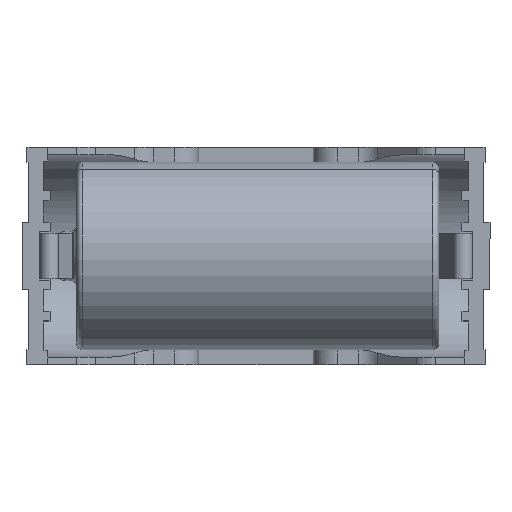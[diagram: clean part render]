
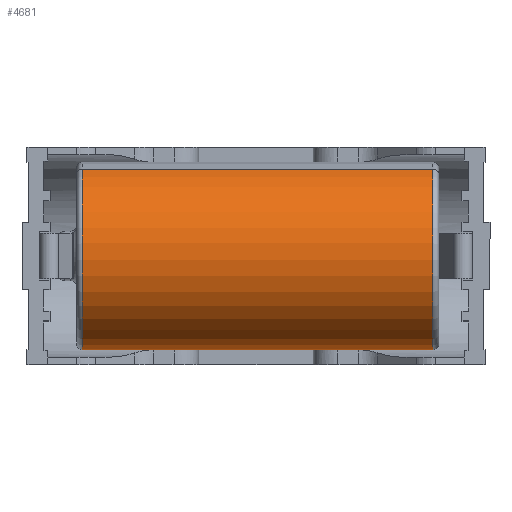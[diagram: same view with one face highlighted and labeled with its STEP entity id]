
A CAD part, top view. The second image highlights one B-rep face of the part: STEP entity #4681.
In plain terms, the highlighted cylindrical face has radius 12.065 mm (diameter 24.13 mm), a partial arc.
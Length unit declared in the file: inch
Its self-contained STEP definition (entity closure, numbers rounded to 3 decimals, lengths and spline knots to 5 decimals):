
#13 = CARTESIAN_POINT ( 'NONE',  ( 0.9175, 0., -0.475 ) ) ;
#222 = CARTESIAN_POINT ( 'NONE',  ( 0.8875, 0., -0.475 ) ) ;
#297 = DIRECTION ( 'NONE',  ( -1., 0., 0. ) ) ;
#307 = VECTOR ( 'NONE', #5978, 39.37008 ) ;
#501 = ORIENTED_EDGE ( 'NONE', *, *, #3797, .T. ) ;
#763 = CIRCLE ( 'NONE', #5534, 0.475 ) ;
#820 = CIRCLE ( 'NONE', #3707, 0.475 ) ;
#957 = EDGE_CURVE ( 'NONE', #1223, #4004, #763, .T. ) ;
#1022 = CARTESIAN_POINT ( 'NONE',  ( -0.8875, 0., -0.475 ) ) ;
#1149 = DIRECTION ( 'NONE',  ( 1., 0., 0. ) ) ;
#1223 = VERTEX_POINT ( 'NONE', #222 ) ;
#1230 = EDGE_LOOP ( 'NONE', ( #2962, #4695, #501, #3770 ) ) ;
#1705 = VECTOR ( 'NONE', #4608, 39.37008 ) ;
#1835 = VERTEX_POINT ( 'NONE', #5784 ) ;
#1864 = CARTESIAN_POINT ( 'NONE',  ( -0.8875, 0., 0. ) ) ;
#1877 = DIRECTION ( 'NONE',  ( 0., 0., 1. ) ) ;
#2007 = CARTESIAN_POINT ( 'NONE',  ( 0.8875, 0., 0.475 ) ) ;
#2277 = CARTESIAN_POINT ( 'NONE',  ( 0.9175, 0., 0. ) ) ;
#2914 = DIRECTION ( 'NONE',  ( 0., 0., -1. ) ) ;
#2962 = ORIENTED_EDGE ( 'NONE', *, *, #4230, .F. ) ;
#2978 = DIRECTION ( 'NONE',  ( -1., 0., 0. ) ) ;
#3101 = EDGE_CURVE ( 'NONE', #1835, #4316, #820, .T. ) ;
#3487 = AXIS2_PLACEMENT_3D ( 'NONE', #2277, #2978, #1877 ) ;
#3707 = AXIS2_PLACEMENT_3D ( 'NONE', #1864, #1149, #5409 ) ;
#3770 = ORIENTED_EDGE ( 'NONE', *, *, #3101, .T. ) ;
#3797 = EDGE_CURVE ( 'NONE', #4004, #1835, #4719, .T. ) ;
#4004 = VERTEX_POINT ( 'NONE', #2007 ) ;
#4006 = CARTESIAN_POINT ( 'NONE',  ( 0.8875, 0., 0. ) ) ;
#4230 = EDGE_CURVE ( 'NONE', #1223, #4316, #4248, .T. ) ;
#4248 = LINE ( 'NONE', #13, #307 ) ;
#4316 = VERTEX_POINT ( 'NONE', #1022 ) ;
#4608 = DIRECTION ( 'NONE',  ( -1., 0., 0. ) ) ;
#4681 = ADVANCED_FACE ( 'NONE', ( #5319 ), #5711, .T. ) ;
#4695 = ORIENTED_EDGE ( 'NONE', *, *, #957, .T. ) ;
#4719 = LINE ( 'NONE', #5836, #1705 ) ;
#5319 = FACE_OUTER_BOUND ( 'NONE', #1230, .T. ) ;
#5409 = DIRECTION ( 'NONE',  ( 0., 0., -1. ) ) ;
#5534 = AXIS2_PLACEMENT_3D ( 'NONE', #4006, #297, #2914 ) ;
#5711 = CYLINDRICAL_SURFACE ( 'NONE', #3487, 0.475 ) ;
#5784 = CARTESIAN_POINT ( 'NONE',  ( -0.8875, 0., 0.475 ) ) ;
#5836 = CARTESIAN_POINT ( 'NONE',  ( 0.9175, 0., 0.475 ) ) ;
#5978 = DIRECTION ( 'NONE',  ( -1., 0., 0. ) ) ;
